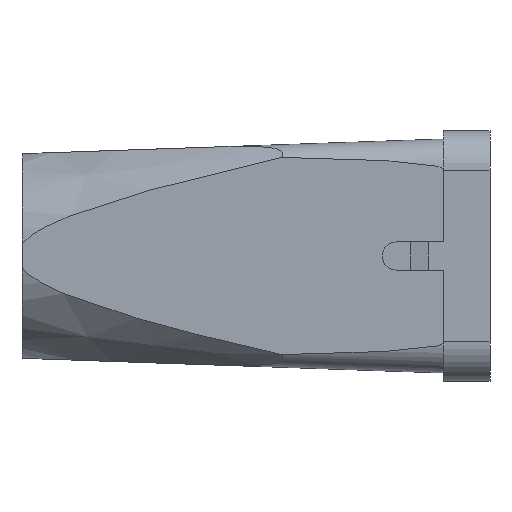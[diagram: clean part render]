
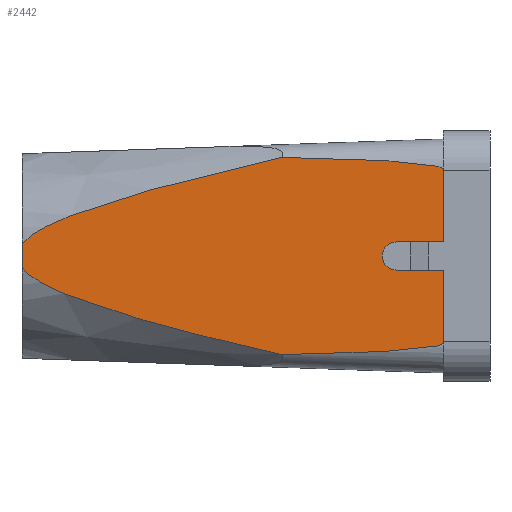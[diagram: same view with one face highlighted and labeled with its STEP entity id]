
A CAD part, left-side view. The second image highlights one B-rep face of the part: STEP entity #2442.
In plain terms, the highlighted planar face has unit normal (-0.999, 0.035, 0).
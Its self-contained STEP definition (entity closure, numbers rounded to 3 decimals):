
#251=(
BOUNDED_CURVE()
B_SPLINE_CURVE(2,(#3316,#3317,#3318),.UNSPECIFIED.,.F.,.U.)
B_SPLINE_CURVE_WITH_KNOTS((3,3),(36.084,62.33),
 .UNSPECIFIED.)
CURVE()
GEOMETRIC_REPRESENTATION_ITEM()
RATIONAL_B_SPLINE_CURVE((1.279,1.244,1.01))
REPRESENTATION_ITEM('')
);
#252=(
BOUNDED_CURVE()
B_SPLINE_CURVE(2,(#3322,#3323,#3324),.UNSPECIFIED.,.F.,.U.)
B_SPLINE_CURVE_WITH_KNOTS((3,3),(0.533,26.779),
 .UNSPECIFIED.)
CURVE()
GEOMETRIC_REPRESENTATION_ITEM()
RATIONAL_B_SPLINE_CURVE((1.01,1.244,1.279))
REPRESENTATION_ITEM('')
);
#267=PLANE('',#4187);
#353=VECTOR('',#2633,1.);
#354=VECTOR('',#2634,1.);
#355=VECTOR('',#2635,1.);
#356=VECTOR('',#2636,1.);
#357=VECTOR('',#2637,1.);
#597=LINE('',#3312,#353);
#598=LINE('',#3315,#354);
#599=LINE('',#3320,#355);
#600=LINE('',#3325,#356);
#601=LINE('',#3327,#357);
#847=VERTEX_POINT('',#3200);
#848=VERTEX_POINT('',#3202);
#855=VERTEX_POINT('',#3305);
#856=VERTEX_POINT('',#3307);
#858=VERTEX_POINT('',#3313);
#859=VERTEX_POINT('',#3314);
#860=VERTEX_POINT('',#3319);
#861=VERTEX_POINT('',#3321);
#862=VERTEX_POINT('',#3326);
#863=VERTEX_POINT('',#3328);
#1083=ELLIPSE('',#4180,93.181,3.25);
#1086=ELLIPSE('',#4185,93.181,3.25);
#1088=ELLIPSE('',#4188,1.501,1.5);
#1094=EDGE_CURVE('',#847,#848,#1083,.F.);
#1102=EDGE_CURVE('',#855,#856,#1086,.F.);
#1105=EDGE_CURVE('',#858,#859,#597,.T.);
#1106=EDGE_CURVE('',#856,#858,#598,.F.);
#1107=EDGE_CURVE('',#860,#855,#251,.T.);
#1108=EDGE_CURVE('',#860,#861,#599,.T.);
#1109=EDGE_CURVE('',#848,#861,#252,.T.);
#1110=EDGE_CURVE('',#862,#847,#600,.F.);
#1111=EDGE_CURVE('',#863,#862,#601,.T.);
#1112=EDGE_CURVE('',#859,#863,#1088,.F.);
#1455=ORIENTED_EDGE('',*,*,#1105,.F.);
#1456=ORIENTED_EDGE('',*,*,#1106,.F.);
#1457=ORIENTED_EDGE('',*,*,#1102,.F.);
#1458=ORIENTED_EDGE('',*,*,#1107,.F.);
#1459=ORIENTED_EDGE('',*,*,#1108,.T.);
#1460=ORIENTED_EDGE('',*,*,#1109,.F.);
#1461=ORIENTED_EDGE('',*,*,#1094,.F.);
#1462=ORIENTED_EDGE('',*,*,#1110,.F.);
#1463=ORIENTED_EDGE('',*,*,#1111,.F.);
#1464=ORIENTED_EDGE('',*,*,#1112,.F.);
#2146=EDGE_LOOP('',(#1455,#1456,#1457,#1458,#1459,#1460,#1461,#1462,#1463,
#1464));
#2294=FACE_BOUND('',#2146,.T.);
#2442=ADVANCED_FACE('',(#2294),#267,.F.);
#2615=DIRECTION('',(-0.999,0.035,0.));
#2616=DIRECTION('',(-3.25,-93.068,-3.254));
#2627=DIRECTION('',(-0.999,0.035,0.));
#2628=DIRECTION('',(3.25,93.068,-3.254));
#2632=DIRECTION('',(0.999,-0.035,0.));
#2633=DIRECTION('',(0.035,0.999,0.));
#2634=DIRECTION('',(0.,0.,1.));
#2635=DIRECTION('',(0.,0.,-1.));
#2636=DIRECTION('',(0.,0.,1.));
#2637=DIRECTION('',(-0.035,-0.999,0.));
#2638=DIRECTION('',(0.999,-0.035,0.));
#2639=DIRECTION('',(-0.052,-1.5,0.));
#3200=CARTESIAN_POINT('',(-12.5,5.,-9.248));
#3201=CARTESIAN_POINT('',(-9.25,98.068,-5.998));
#3202=CARTESIAN_POINT('',(-11.897,22.274,-10.532));
#3305=CARTESIAN_POINT('',(-11.897,22.274,10.532));
#3306=CARTESIAN_POINT('',(-9.25,98.068,5.998));
#3307=CARTESIAN_POINT('',(-12.5,5.,9.248));
#3311=CARTESIAN_POINT('',(-10.929,50.,30.));
#3312=CARTESIAN_POINT('',(-11.627,30.01,1.5));
#3313=CARTESIAN_POINT('',(-12.5,5.,1.5));
#3314=CARTESIAN_POINT('',(-12.325,10.,1.5));
#3315=CARTESIAN_POINT('',(-12.5,5.,19.575));
#3316=CARTESIAN_POINT('',(-10.929,50.,1.252));
#3317=CARTESIAN_POINT('',(-11.031,47.055,4.917));
#3318=CARTESIAN_POINT('',(-11.897,22.274,10.532));
#3319=CARTESIAN_POINT('',(-10.929,50.,1.252));
#3320=CARTESIAN_POINT('',(-10.929,50.,21.7));
#3321=CARTESIAN_POINT('',(-10.929,50.,-1.252));
#3322=CARTESIAN_POINT('',(-11.897,22.274,-10.532));
#3323=CARTESIAN_POINT('',(-11.031,47.055,-4.917));
#3324=CARTESIAN_POINT('',(-10.929,50.,-1.252));
#3325=CARTESIAN_POINT('',(-12.5,5.,19.575));
#3326=CARTESIAN_POINT('',(-12.5,5.,-1.5));
#3327=CARTESIAN_POINT('',(-11.731,27.014,-1.5));
#3328=CARTESIAN_POINT('',(-12.325,10.,-1.5));
#3329=CARTESIAN_POINT('',(-12.325,10.,0.));
#4180=AXIS2_PLACEMENT_3D('',#3201,#2615,#2616);
#4185=AXIS2_PLACEMENT_3D('',#3306,#2627,#2628);
#4187=AXIS2_PLACEMENT_3D('',#3311,#2632,$);
#4188=AXIS2_PLACEMENT_3D('',#3329,#2638,#2639);
